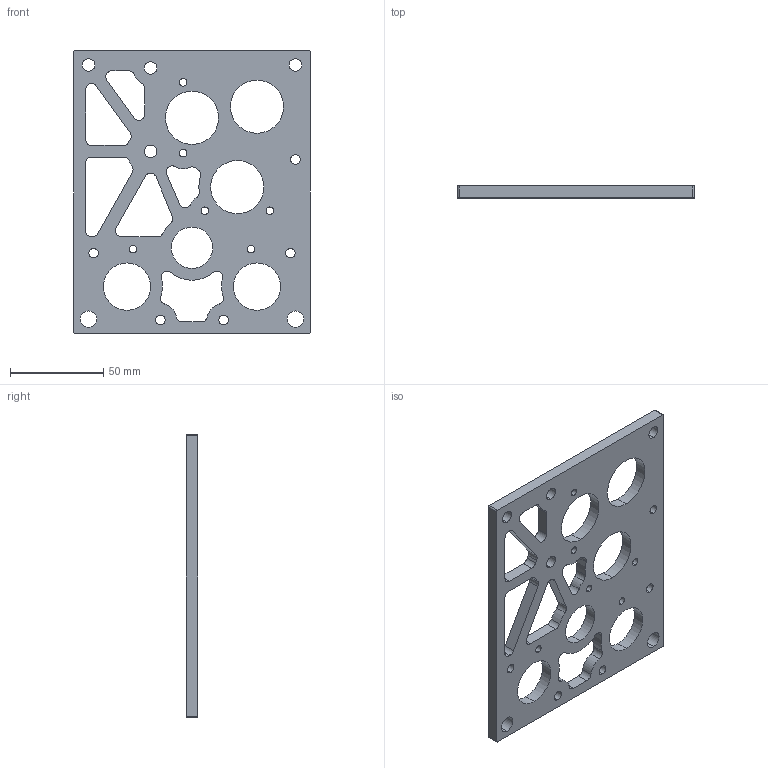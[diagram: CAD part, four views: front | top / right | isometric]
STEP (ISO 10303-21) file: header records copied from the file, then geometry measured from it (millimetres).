
FILE_DESCRIPTION (( 'STEP AP214' ), '1' );
FILE_NAME ('am-3327 Rocketbox Motor Plate REV2.STEP', '2018-06-07T17:09:02', ( '' ), ( '' ), 'SwSTEP 2.0', 'SolidWorks 2017', '' );
FILE_SCHEMA (( 'AUTOMOTIVE_DESIGN' ));
Length unit declared in the file: inch
Products named in the file (1): am-3327 Rocketbox Motor Plate REV2
Bounding box: 127 x 6.35 x 152.4 mm (x, y, z)
Volume: 78680.4 mm3; surface area: 36975.9 mm2
Topology: 1 solids, 1 shells, 119 faces, 351 edges, 234 vertices
Faces by surface type: cylinder 98, plane 21
Entity records: 4393 total; most frequent: DIRECTION 787, CARTESIAN_POINT 705, ORIENTED_EDGE 702, EDGE_CURVE 351, AXIS2_PLACEMENT_3D 316, VERTEX_POINT 234, CIRCLE 196, EDGE_LOOP 177
